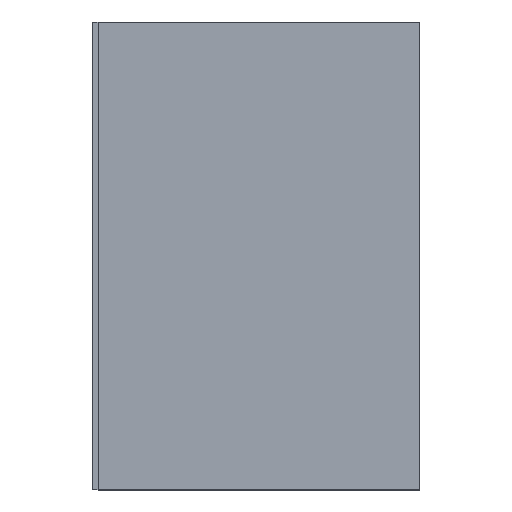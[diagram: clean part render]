
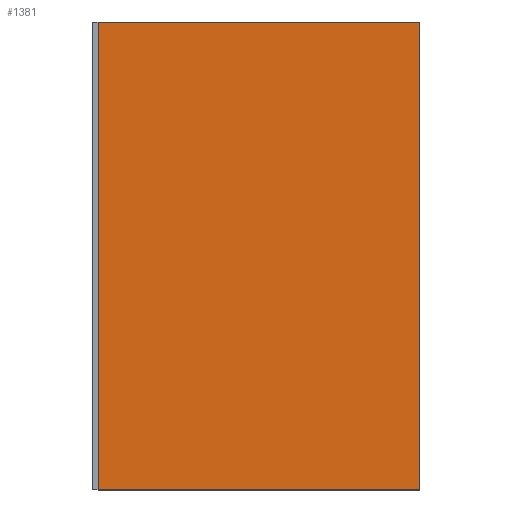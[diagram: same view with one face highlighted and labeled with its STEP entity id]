
A CAD part, left-side view. The second image highlights one B-rep face of the part: STEP entity #1381.
In plain terms, the highlighted planar face has unit normal (-1, 0, 0).
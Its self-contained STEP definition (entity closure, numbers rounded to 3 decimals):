
#55 = CARTESIAN_POINT ( 'NONE',  ( -0.85, 0., -0.4 ) ) ;
#89 = CARTESIAN_POINT ( 'NONE',  ( -0.85, 0.55, 0.4 ) ) ;
#115 = EDGE_CURVE ( 'NONE', #437, #404, #1467, .T. ) ;
#196 = VECTOR ( 'NONE', #1768, 1000. ) ;
#243 = EDGE_CURVE ( 'NONE', #904, #404, #1640, .T. ) ;
#258 = ORIENTED_EDGE ( 'NONE', *, *, #1225, .T. ) ;
#280 = DIRECTION ( 'NONE',  ( 0., -1., 0. ) ) ;
#314 = CARTESIAN_POINT ( 'NONE',  ( -0.85, 0.55, 0.4 ) ) ;
#323 = DIRECTION ( 'NONE',  ( 0., 0., 1. ) ) ;
#392 = CARTESIAN_POINT ( 'NONE',  ( -0.85, 0.55, -0.4 ) ) ;
#404 = VERTEX_POINT ( 'NONE', #540 ) ;
#437 = VERTEX_POINT ( 'NONE', #89 ) ;
#490 = LINE ( 'NONE', #1259, #1236 ) ;
#540 = CARTESIAN_POINT ( 'NONE',  ( -0.85, 0., 0.4 ) ) ;
#576 = VERTEX_POINT ( 'NONE', #392 ) ;
#627 = ORIENTED_EDGE ( 'NONE', *, *, #115, .F. ) ;
#713 = PLANE ( 'NONE',  #1793 ) ;
#800 = VECTOR ( 'NONE', #323, 1000. ) ;
#904 = VERTEX_POINT ( 'NONE', #55 ) ;
#916 = ORIENTED_EDGE ( 'NONE', *, *, #1292, .T. ) ;
#939 = ORIENTED_EDGE ( 'NONE', *, *, #243, .T. ) ;
#1195 = CARTESIAN_POINT ( 'NONE',  ( -0.85, 0.55, 0.4 ) ) ;
#1225 = EDGE_CURVE ( 'NONE', #576, #904, #490, .T. ) ;
#1236 = VECTOR ( 'NONE', #1408, 1000. ) ;
#1259 = CARTESIAN_POINT ( 'NONE',  ( -0.85, 0.55, -0.4 ) ) ;
#1282 = LINE ( 'NONE', #1574, #1882 ) ;
#1292 = EDGE_CURVE ( 'NONE', #437, #576, #1282, .T. ) ;
#1345 = DIRECTION ( 'NONE',  ( -1., 0., 0. ) ) ;
#1381 = ADVANCED_FACE ( 'NONE', ( #1730 ), #713, .T. ) ;
#1408 = DIRECTION ( 'NONE',  ( 0., -1., 0. ) ) ;
#1467 = LINE ( 'NONE', #314, #196 ) ;
#1574 = CARTESIAN_POINT ( 'NONE',  ( -0.85, 0.55, 0.4 ) ) ;
#1640 = LINE ( 'NONE', #1808, #800 ) ;
#1647 = EDGE_LOOP ( 'NONE', ( #258, #939, #627, #916 ) ) ;
#1730 = FACE_OUTER_BOUND ( 'NONE', #1647, .T. ) ;
#1768 = DIRECTION ( 'NONE',  ( 0., -1., 0. ) ) ;
#1793 = AXIS2_PLACEMENT_3D ( 'NONE', #1195, #1345, #280 ) ;
#1808 = CARTESIAN_POINT ( 'NONE',  ( -0.85, 0., 0.4 ) ) ;
#1862 = DIRECTION ( 'NONE',  ( 0., 0., -1. ) ) ;
#1882 = VECTOR ( 'NONE', #1862, 1000. ) ;
